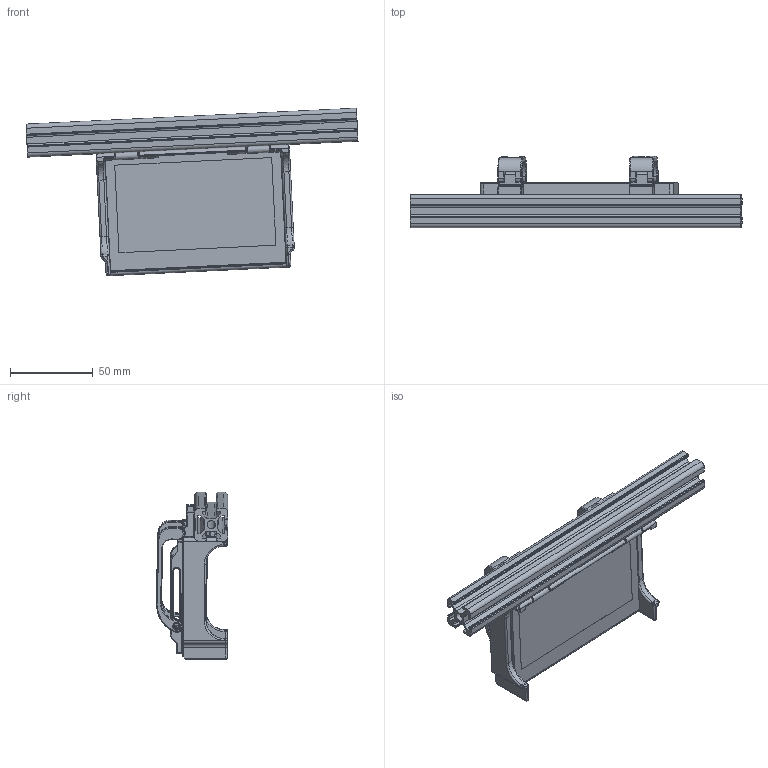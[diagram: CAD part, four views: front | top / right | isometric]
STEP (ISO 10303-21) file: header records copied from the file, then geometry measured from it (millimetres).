
FILE_DESCRIPTION(/* description */ ('STEP AP242','CAx-IF Rec.Pracs.---Representation and Presentation of Product Manufacturing Information (PMI)---4.0---2014-10-13','CAx-IF Rec.Pracs.---3D Tessellated Geometry---0.4---2014-09-14','2;1'),/* implementation_level */ '2;1');
FILE_NAME(/* name */ '6547792546e16507304b3d11',/* time_stamp */ '2023-11-05T11:14:47Z',/* author */ (''),/* organization */ (''),/* preprocessor_version */ 'ST-DEVELOPER v19.4',/* originating_system */ ' ',/* authorisation */ ' ');
FILE_SCHEMA (('AP242_MANAGED_MODEL_BASED_3D_ENGINEERING_MIM_LF { 1 0 10303 442 1 1 4 }'));
Length unit declared in the file: metre
Products named in the file (7): display_IPS4.3"_case; Bras; ps2020-6; Glissiere; Support; 0329; Ancrage
Assembly tree (9 placements, depth 2):
  display_IPS4.3"_case
    Bras  x2
    ps2020-6
    Glissiere  x2
    Support
    0329
    Ancrage  x2
Bounding box: 200.73 x 43.22 x 101.35 mm (x, y, z)
Volume: 141964 mm3; surface area: 84778.9 mm2
Topology: 9 solids, 9 shells, 855 faces, 2141 edges, 1325 vertices
Faces by surface type: plane 539, cylinder 189, cone 106, torus 12, sphere 8, bspline 1
Full cylindrical faces by diameter (mm): 2 x8, 2.2 x6, 2.6 x4, 2.8 x4, 3.4 x6, 3.5 x2, 4.7 x6, 5 x1, 5.5 x8, 6.4 x4
Entity records: 19528 total; most frequent: CARTESIAN_POINT 3406, DIRECTION 3352, ORIENTED_EDGE 3200, EDGE_CURVE 1600, LINE 1148, VECTOR 1148, AXIS2_PLACEMENT_3D 1102, VERTEX_POINT 1039
